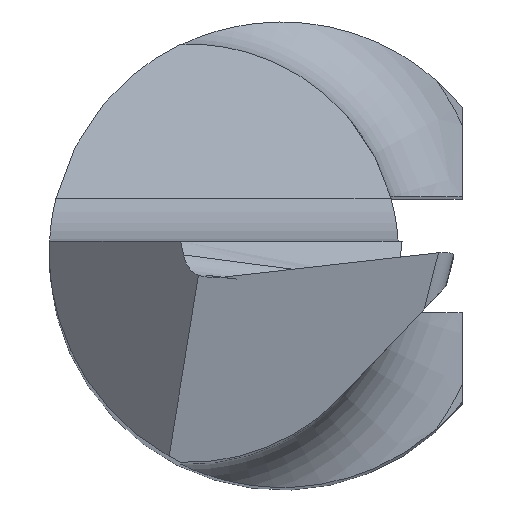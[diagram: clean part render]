
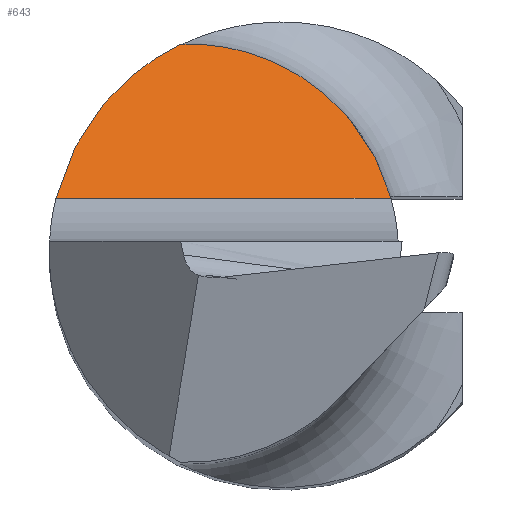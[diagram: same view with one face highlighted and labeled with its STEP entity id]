
A CAD part, top view. The second image highlights one B-rep face of the part: STEP entity #643.
In plain terms, the highlighted planar face has unit normal (0, 0.766, 0.643).
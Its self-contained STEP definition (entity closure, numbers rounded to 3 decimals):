
#13 = CARTESIAN_POINT ( 'NONE',  ( 0.706, 1.317, 19.576 ) ) ;
#63 = DIRECTION ( 'NONE',  ( 0., -0.766, -0.643 ) ) ;
#116 = AXIS2_PLACEMENT_3D ( 'NONE', #344, #63, #262 ) ;
#200 = VERTEX_POINT ( 'NONE', #813 ) ;
#249 = EDGE_CURVE ( 'NONE', #590, #893, #1101, .T. ) ;
#262 = DIRECTION ( 'NONE',  ( 0., 0.643, -0.766 ) ) ;
#312 = CARTESIAN_POINT ( 'NONE',  ( 0.001, 1.834, 18.96 ) ) ;
#317 =( BOUNDED_CURVE ( )  B_SPLINE_CURVE ( 3, ( #1093, #13, #312, #506 ),
 .UNSPECIFIED., .F., .T. ) 
 B_SPLINE_CURVE_WITH_KNOTS ( ( 4, 4 ),
 ( 4.979, 6.322 ),
 .UNSPECIFIED. ) 
 CURVE ( )  GEOMETRIC_REPRESENTATION_ITEM ( )  RATIONAL_B_SPLINE_CURVE ( ( 1., 0.855, 0.855, 1. ) ) 
 REPRESENTATION_ITEM ( '' )  );
#344 = CARTESIAN_POINT ( 'NONE',  ( -2., 0.474, 20.581 ) ) ;
#394 = VECTOR ( 'NONE', #607, 1000. ) ;
#404 = EDGE_CURVE ( 'NONE', #893, #200, #317, .T. ) ;
#477 = EDGE_CURVE ( 'NONE', #590, #200, #1009, .T. ) ;
#479 = CARTESIAN_POINT ( 'NONE',  ( -1.799, 1.064, 19.878 ) ) ;
#503 = ORIENTED_EDGE ( 'NONE', *, *, #477, .F. ) ;
#506 = CARTESIAN_POINT ( 'NONE',  ( -0.872, 1.8, 19.001 ) ) ;
#590 = VERTEX_POINT ( 'NONE', #758 ) ;
#607 = DIRECTION ( 'NONE',  ( 1., 0., 0. ) ) ;
#643 = ADVANCED_FACE ( 'NONE', ( #1136 ), #837, .F. ) ;
#669 = CARTESIAN_POINT ( 'NONE',  ( -0.872, 1.8, 19.001 ) ) ;
#674 = ORIENTED_EDGE ( 'NONE', *, *, #404, .T. ) ;
#709 = CARTESIAN_POINT ( 'NONE',  ( -2., 0.474, 20.581 ) ) ;
#758 = CARTESIAN_POINT ( 'NONE',  ( -1.943, 0.474, 20.581 ) ) ;
#770 = CARTESIAN_POINT ( 'NONE',  ( -1.418, 1.536, 19.316 ) ) ;
#813 = CARTESIAN_POINT ( 'NONE',  ( -0.872, 1.8, 19.001 ) ) ;
#837 = PLANE ( 'NONE',  #116 ) ;
#893 = VERTEX_POINT ( 'NONE', #989 ) ;
#989 = CARTESIAN_POINT ( 'NONE',  ( 0.936, 0.474, 20.581 ) ) ;
#1009 =( BOUNDED_CURVE ( )  B_SPLINE_CURVE ( 3, ( #1244, #479, #770, #669 ),
 .UNSPECIFIED., .F., .T. ) 
 B_SPLINE_CURVE_WITH_KNOTS ( ( 4, 4 ),
 ( 4.952, 5.832 ),
 .UNSPECIFIED. ) 
 CURVE ( )  GEOMETRIC_REPRESENTATION_ITEM ( )  RATIONAL_B_SPLINE_CURVE ( ( 1., 0.936, 0.936, 1. ) ) 
 REPRESENTATION_ITEM ( '' )  );
#1093 = CARTESIAN_POINT ( 'NONE',  ( 0.936, 0.474, 20.581 ) ) ;
#1101 = LINE ( 'NONE', #709, #394 ) ;
#1136 = FACE_OUTER_BOUND ( 'NONE', #1170, .T. ) ;
#1170 = EDGE_LOOP ( 'NONE', ( #1204, #674, #503 ) ) ;
#1204 = ORIENTED_EDGE ( 'NONE', *, *, #249, .T. ) ;
#1244 = CARTESIAN_POINT ( 'NONE',  ( -1.943, 0.474, 20.581 ) ) ;
